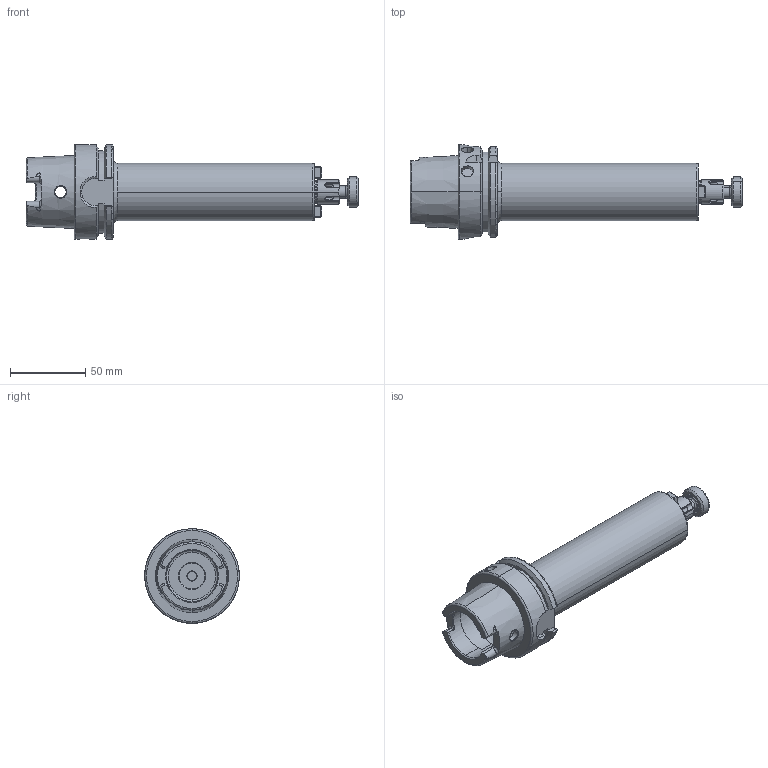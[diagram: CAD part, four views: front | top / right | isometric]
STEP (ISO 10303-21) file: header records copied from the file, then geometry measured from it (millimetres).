
FILE_DESCRIPTION (( 'STEP AP203' ), '1' );
FILE_NAME ('FWA063H-SMX16160.STEP', '2024-09-06T09:52:09', ( '' ), ( '' ), 'SwSTEP 2.0', 'SolidWorks 2024', '' );
FILE_SCHEMA (( 'CONFIG_CONTROL_DESIGN' ));
Length unit declared in the file: millimetre
Products named in the file (6): PLUG KEY 08-16; HSKA63SMX16160WW; CCS-M8-16-1; FWA063H-SMX16160; CCS-M8-16-2; CCS-M8-16
Assembly tree (6 placements, depth 3):
  FWA063H-SMX16160
    HSKA63SMX16160WW
    CCS-M8-16
      CCS-M8-16-1
      CCS-M8-16-2
    PLUG KEY 08-16  x2
Bounding box: 220.95 x 63 x 63 mm (x, y, z)
Volume: 233514.7 mm3; surface area: 46003.1 mm2
Topology: 5 solids, 5 shells, 352 faces, 893 edges, 552 vertices
Faces by surface type: plane 116, cylinder 99, cone 67, torus 48, bspline 14, sphere 8
Entity records: 12205 total; most frequent: CARTESIAN_POINT 4141, ORIENTED_EDGE 1586, DIRECTION 1532, EDGE_CURVE 793, AXIS2_PLACEMENT_3D 622, VERTEX_POINT 494, EDGE_LOOP 339, ADVANCED_FACE 315
